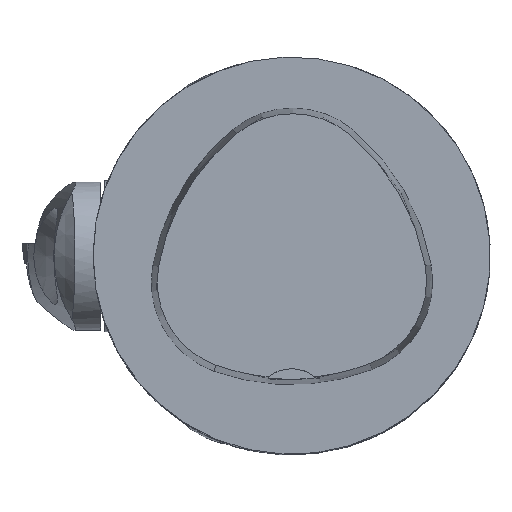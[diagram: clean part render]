
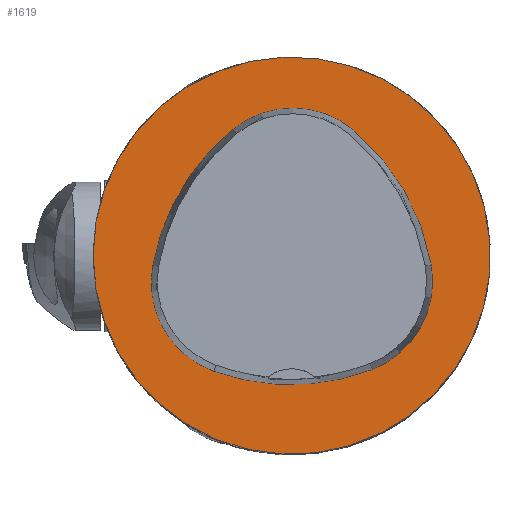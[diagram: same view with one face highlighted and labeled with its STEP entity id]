
A CAD part, top view. The second image highlights one B-rep face of the part: STEP entity #1619.
In plain terms, the highlighted planar face has unit normal (0, 0, 1).
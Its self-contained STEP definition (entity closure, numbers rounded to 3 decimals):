
#1502=FACE_BOUND('',#2630,.T.);
#1503=FACE_BOUND('',#2631,.T.);
#1619=ADVANCED_FACE('',(#1502,#1503),#1965,.T.);
#1965=PLANE('',#6844);
#2630=EDGE_LOOP('',(#3213,#3214,#3215,#3216,#3217,#3218));
#2631=EDGE_LOOP('',(#3219));
#3213=ORIENTED_EDGE('',*,*,#5666,.T.);
#3214=ORIENTED_EDGE('',*,*,#5646,.T.);
#3215=ORIENTED_EDGE('',*,*,#5650,.T.);
#3216=ORIENTED_EDGE('',*,*,#5653,.T.);
#3217=ORIENTED_EDGE('',*,*,#5656,.T.);
#3218=ORIENTED_EDGE('',*,*,#5664,.T.);
#3219=ORIENTED_EDGE('',*,*,#5637,.F.);
#4973=VERTEX_POINT('',#9424);
#4982=VERTEX_POINT('',#9444);
#4983=VERTEX_POINT('',#9445);
#4986=VERTEX_POINT('',#9453);
#4988=VERTEX_POINT('',#9459);
#4990=VERTEX_POINT('',#9465);
#4997=VERTEX_POINT('',#9486);
#5637=EDGE_CURVE('',#4973,#4973,#6501,.T.);
#5646=EDGE_CURVE('',#4982,#4983,#6502,.T.);
#5650=EDGE_CURVE('',#4983,#4986,#6504,.T.);
#5653=EDGE_CURVE('',#4986,#4988,#6506,.T.);
#5656=EDGE_CURVE('',#4988,#4990,#6508,.T.);
#5664=EDGE_CURVE('',#4990,#4997,#6512,.T.);
#5666=EDGE_CURVE('',#4997,#4982,#6514,.T.);
#6501=CIRCLE('',#6815,31.5);
#6502=CIRCLE('',#6822,36.);
#6504=CIRCLE('',#6825,15.);
#6506=CIRCLE('',#6828,36.);
#6508=CIRCLE('',#6831,15.);
#6512=CIRCLE('',#6836,36.);
#6514=CIRCLE('',#6839,15.);
#6815=AXIS2_PLACEMENT_3D('',#9423,#7591,#7592);
#6822=AXIS2_PLACEMENT_3D('',#9443,#7609,#7610);
#6825=AXIS2_PLACEMENT_3D('',#9452,#7617,#7618);
#6828=AXIS2_PLACEMENT_3D('',#9458,#7624,#7625);
#6831=AXIS2_PLACEMENT_3D('',#9464,#7631,#7632);
#6836=AXIS2_PLACEMENT_3D('',#9487,#7643,#7644);
#6839=AXIS2_PLACEMENT_3D('',#9490,#7649,#7650);
#6844=AXIS2_PLACEMENT_3D('',#9495,#7659,#7660);
#7591=DIRECTION('',(0.,0.,-1.));
#7592=DIRECTION('',(-1.,0.,0.));
#7609=DIRECTION('',(0.,0.,-1.));
#7610=DIRECTION('',(-1.,0.,0.));
#7617=DIRECTION('',(0.,0.,-1.));
#7618=DIRECTION('',(-1.,0.,0.));
#7624=DIRECTION('',(0.,0.,-1.));
#7625=DIRECTION('',(-1.,0.,0.));
#7631=DIRECTION('',(0.,0.,-1.));
#7632=DIRECTION('',(-1.,0.,0.));
#7643=DIRECTION('',(0.,0.,-1.));
#7644=DIRECTION('',(-1.,0.,0.));
#7649=DIRECTION('',(0.,0.,-1.));
#7650=DIRECTION('',(-1.,0.,0.));
#7659=DIRECTION('',(0.,0.,1.));
#7660=DIRECTION('',(1.,0.,0.));
#9423=CARTESIAN_POINT('',(0.,0.,0.));
#9424=CARTESIAN_POINT('',(-31.5,0.,0.));
#9443=CARTESIAN_POINT('',(13.398,-7.893,0.));
#9444=CARTESIAN_POINT('',(-22.041,-1.562,0.));
#9445=CARTESIAN_POINT('',(-9.317,20.036,0.));
#9452=CARTESIAN_POINT('',(0.148,8.399,0.));
#9453=CARTESIAN_POINT('',(9.779,19.898,0.));
#9458=CARTESIAN_POINT('',(-13.337,-7.7,0.));
#9459=CARTESIAN_POINT('',(22.122,-1.48,0.));
#9464=CARTESIAN_POINT('',(7.347,-4.071,0.));
#9465=CARTESIAN_POINT('',(12.693,-18.087,0.));
#9486=CARTESIAN_POINT('',(-12.373,-18.307,0.));
#9487=CARTESIAN_POINT('',(-0.137,15.55,0.));
#9490=CARTESIAN_POINT('',(-7.275,-4.2,0.));
#9495=CARTESIAN_POINT('',(0.,0.,0.));
